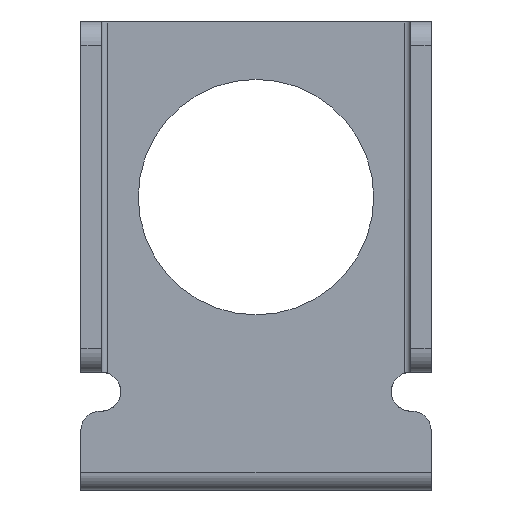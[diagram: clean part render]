
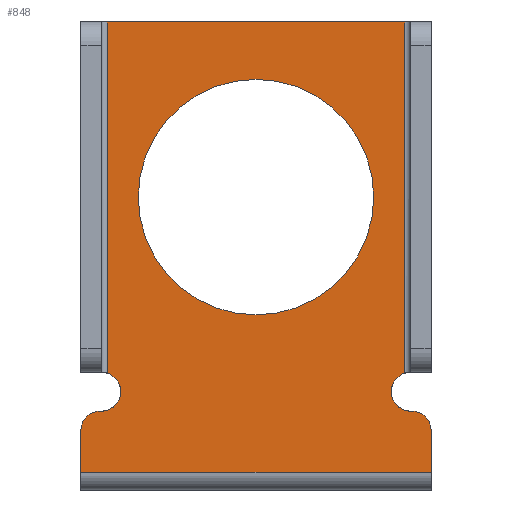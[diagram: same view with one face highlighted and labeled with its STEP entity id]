
A CAD part, front view. The second image highlights one B-rep face of the part: STEP entity #848.
In plain terms, the highlighted planar face has unit normal (0, -1, 0).
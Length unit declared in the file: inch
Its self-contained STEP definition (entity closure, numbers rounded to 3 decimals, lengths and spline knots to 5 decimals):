
#69=CARTESIAN_POINT('',(-0.8,-0.1,0.305));
#70=DIRECTION('',(0.,1.,0.));
#71=DIRECTION('',(-1.,0.,0.));
#72=AXIS2_PLACEMENT_3D('',#69,#70,#71);
#118=CARTESIAN_POINT('',(0.795,-0.1,0.505));
#119=DIRECTION('',(0.,1.,0.));
#120=DIRECTION('',(0.,0.,-1.));
#121=AXIS2_PLACEMENT_3D('',#118,#119,#120);
#123=DIRECTION('',(-1.,0.,0.));
#124=VECTOR('',#123,0.005);
#125=CARTESIAN_POINT('',(0.8,-0.1,0.405));
#126=LINE('',#125,#124);
#127=DIRECTION('',(0.,0.,1.));
#128=VECTOR('',#127,0.215);
#129=CARTESIAN_POINT('',(-0.9,-0.1,0.09));
#130=LINE('',#129,#128);
#131=DIRECTION('',(1.,0.,0.));
#132=VECTOR('',#131,0.005);
#133=CARTESIAN_POINT('',(-0.8,-0.1,0.405));
#134=LINE('',#133,#132);
#135=CARTESIAN_POINT('',(-0.795,-0.1,0.505));
#136=DIRECTION('',(0.,1.,0.));
#137=DIRECTION('',(0.3,0.,0.954));
#138=AXIS2_PLACEMENT_3D('',#135,#136,#137);
#140=CARTESIAN_POINT('',(0.,-0.1,1.505));
#141=DIRECTION('',(0.,1.,0.));
#142=DIRECTION('',(1.,0.,0.));
#143=AXIS2_PLACEMENT_3D('',#140,#141,#142);
#145=CARTESIAN_POINT('',(0.,-0.1,1.505));
#146=DIRECTION('',(0.,1.,0.));
#147=DIRECTION('',(-1.,0.,0.));
#148=AXIS2_PLACEMENT_3D('',#145,#146,#147);
#154=CARTESIAN_POINT('',(0.8,-0.1,0.305));
#155=DIRECTION('',(0.,-1.,0.));
#156=DIRECTION('',(1.,0.,0.));
#157=AXIS2_PLACEMENT_3D('',#154,#155,#156);
#172=DIRECTION('',(0.,0.,1.));
#173=VECTOR('',#172,0.215);
#174=CARTESIAN_POINT('',(0.9,-0.1,0.09));
#175=LINE('',#174,#173);
#290=DIRECTION('',(1.,0.,0.));
#291=VECTOR('',#290,1.8);
#292=CARTESIAN_POINT('',(-0.9,-0.1,0.09));
#293=LINE('',#292,#291);
#381=DIRECTION('',(1.,0.,0.));
#382=VECTOR('',#381,1.53);
#383=CARTESIAN_POINT('',(-0.765,-0.1,2.405));
#384=LINE('',#383,#382);
#475=DIRECTION('',(0.,0.,-1.));
#476=VECTOR('',#475,1.80461);
#477=CARTESIAN_POINT('',(0.765,-0.1,2.405));
#478=LINE('',#477,#476);
#497=DIRECTION('',(0.,0.,-1.));
#498=VECTOR('',#497,1.80461);
#499=CARTESIAN_POINT('',(-0.765,-0.1,2.405));
#500=LINE('',#499,#498);
#551=CARTESIAN_POINT('',(0.605,-0.1,1.505));
#552=CARTESIAN_POINT('',(-0.605,-0.1,1.505));
#553=VERTEX_POINT('',#551);
#554=VERTEX_POINT('',#552);
#571=CARTESIAN_POINT('',(-0.9,-0.1,0.09));
#572=CARTESIAN_POINT('',(0.9,-0.1,0.09));
#573=VERTEX_POINT('',#571);
#574=VERTEX_POINT('',#572);
#583=CARTESIAN_POINT('',(0.795,-0.1,0.405));
#584=VERTEX_POINT('',#583);
#585=CARTESIAN_POINT('',(-0.795,-0.1,0.405));
#586=VERTEX_POINT('',#585);
#587=CARTESIAN_POINT('',(0.9,-0.1,0.305));
#589=VERTEX_POINT('',#587);
#591=CARTESIAN_POINT('',(0.8,-0.1,0.405));
#593=VERTEX_POINT('',#591);
#595=CARTESIAN_POINT('',(-0.9,-0.1,0.305));
#597=VERTEX_POINT('',#595);
#599=CARTESIAN_POINT('',(-0.8,-0.1,0.405));
#601=VERTEX_POINT('',#599);
#619=CARTESIAN_POINT('',(0.765,-0.1,2.405));
#620=CARTESIAN_POINT('',(0.765,-0.1,0.60039));
#621=VERTEX_POINT('',#619);
#622=VERTEX_POINT('',#620);
#627=CARTESIAN_POINT('',(-0.765,-0.1,2.405));
#628=CARTESIAN_POINT('',(-0.765,-0.1,0.60039));
#629=VERTEX_POINT('',#627);
#630=VERTEX_POINT('',#628);
#814=CARTESIAN_POINT('',(-0.9,-0.1,0.));
#815=DIRECTION('',(0.,-1.,0.));
#816=DIRECTION('',(1.,0.,0.));
#817=AXIS2_PLACEMENT_3D('',#814,#815,#816);
#818=PLANE('',#817);
#819=ORIENTED_EDGE('',*,*,#802,.F.);
#821=ORIENTED_EDGE('',*,*,#820,.F.);
#823=ORIENTED_EDGE('',*,*,#822,.F.);
#825=ORIENTED_EDGE('',*,*,#824,.F.);
#827=ORIENTED_EDGE('',*,*,#826,.F.);
#828=ORIENTED_EDGE('',*,*,#726,.T.);
#829=ORIENTED_EDGE('',*,*,#752,.T.);
#831=ORIENTED_EDGE('',*,*,#830,.T.);
#833=ORIENTED_EDGE('',*,*,#832,.F.);
#835=ORIENTED_EDGE('',*,*,#834,.F.);
#837=ORIENTED_EDGE('',*,*,#836,.T.);
#839=ORIENTED_EDGE('',*,*,#838,.T.);
#840=EDGE_LOOP('',(#819,#821,#823,#825,#827,#828,#829,#831,#833,#835,#837,
#839));
#841=FACE_OUTER_BOUND('',#840,.F.);
#843=ORIENTED_EDGE('',*,*,#842,.F.);
#845=ORIENTED_EDGE('',*,*,#844,.F.);
#846=EDGE_LOOP('',(#843,#845));
#847=FACE_BOUND('',#846,.F.);
#848=ADVANCED_FACE('',(#841,#847),#818,.T.);
#73=CIRCLE('',#72,0.1);
#122=CIRCLE('',#121,0.1);
#139=CIRCLE('',#138,0.1);
#144=CIRCLE('',#143,0.605);
#149=CIRCLE('',#148,0.605);
#158=CIRCLE('',#157,0.1);
#726=EDGE_CURVE('',#573,#597,#130,.T.);
#752=EDGE_CURVE('',#597,#601,#73,.T.);
#802=EDGE_CURVE('',#584,#622,#122,.T.);
#820=EDGE_CURVE('',#593,#584,#126,.T.);
#822=EDGE_CURVE('',#589,#593,#158,.T.);
#824=EDGE_CURVE('',#574,#589,#175,.T.);
#826=EDGE_CURVE('',#573,#574,#293,.T.);
#830=EDGE_CURVE('',#601,#586,#134,.T.);
#832=EDGE_CURVE('',#630,#586,#139,.T.);
#834=EDGE_CURVE('',#629,#630,#500,.T.);
#836=EDGE_CURVE('',#629,#621,#384,.T.);
#838=EDGE_CURVE('',#621,#622,#478,.T.);
#842=EDGE_CURVE('',#553,#554,#144,.T.);
#844=EDGE_CURVE('',#554,#553,#149,.T.);
